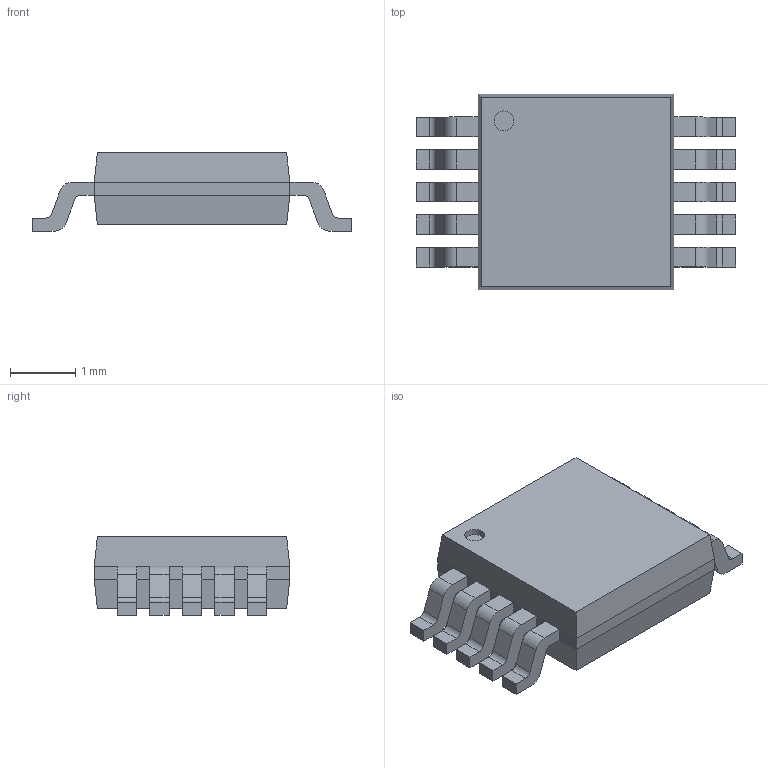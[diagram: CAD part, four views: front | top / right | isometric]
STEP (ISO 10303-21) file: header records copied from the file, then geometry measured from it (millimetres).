
FILE_DESCRIPTION(('FreeCAD Model'),'2;1');
FILE_NAME('tssop10.stp', '2015-12-05T18:26:02',('Author'),(''), 'Open CASCADE STEP processor 6.7','FreeCAD','Unknown');
FILE_SCHEMA(('AUTOMOTIVE_DESIGN_CC2 { 1 2 10303 214 -1 1 5 4 }'));
Length unit declared in the file: millimetre
Products named in the file (4): ASSEMBLY; Pocket; Array_(Mirror_#1); Array
Assembly tree (3 placements, depth 2):
  ASSEMBLY
    Pocket
    Array_(Mirror_#1)
    Array
Bounding box: 4.9 x 3 x 1.2 mm (x, y, z)
Volume: 10.5 mm3; surface area: 44.8 mm2
Topology: 11 solids, 11 shells, 156 faces, 391 edges, 258 vertices
Faces by surface type: plane 115, cylinder 41
Full cylindrical faces by diameter (mm): 0.302 x1
Entity records: 10091 total; most frequent: CARTESIAN_POINT 1837, DIRECTION 1534, LINE 1009, VECTOR 1009, ORIENTED_EDGE 782, PCURVE 782, DEFINITIONAL_REPRESENTATION 782, EDGE_CURVE 391
